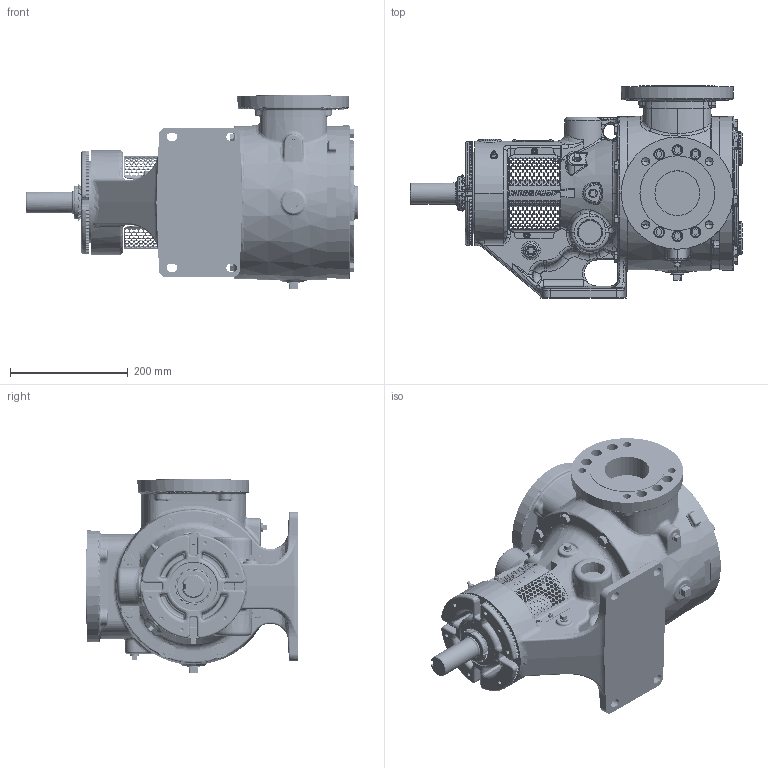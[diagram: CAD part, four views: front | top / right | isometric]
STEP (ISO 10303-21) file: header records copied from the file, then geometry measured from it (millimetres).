
FILE_DESCRIPTION (( 'STEP AP214' ), '1' );
FILE_NAME ('LV-4505.STEP', '2024-02-12T17:15:09', ( '' ), ( '' ), 'SwSTEP 2.0', 'SolidWorks 2022', '' );
FILE_SCHEMA (( 'AUTOMOTIVE_DESIGN' ));
Length unit declared in the file: millimetre
Products named in the file (1): LV-4505
Bounding box: 564.11 x 360.36 x 329.77 mm (x, y, z)
Volume: 19115584 mm3; surface area: 879930.7 mm2
Topology: 1 solids, 1 shells, 7309 faces, 19509 edges, 12376 vertices
Faces by surface type: bspline 3149, plane 2381, cylinder 899, cone 661, torus 153, sphere 66
Entity records: 369488 total; most frequent: CARTESIAN_POINT 164178, ORIENTED_EDGE 38808, DIRECTION 24877, EDGE_CURVE 19404, VERTEX_POINT 12373, AXIS2_PLACEMENT_3D 9000, EDGE_LOOP 8431, B_SPLINE_CURVE_WITH_KNOTS 7455
